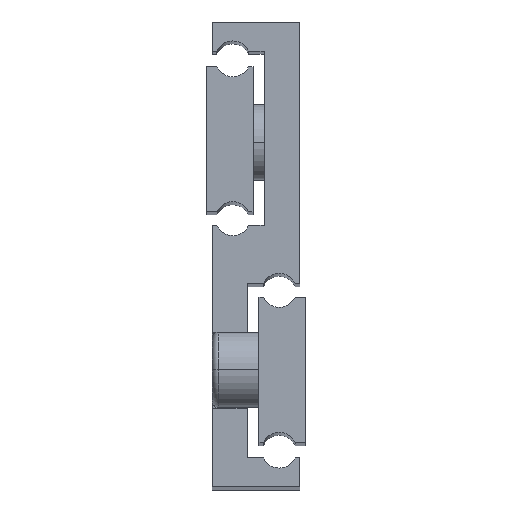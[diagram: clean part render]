
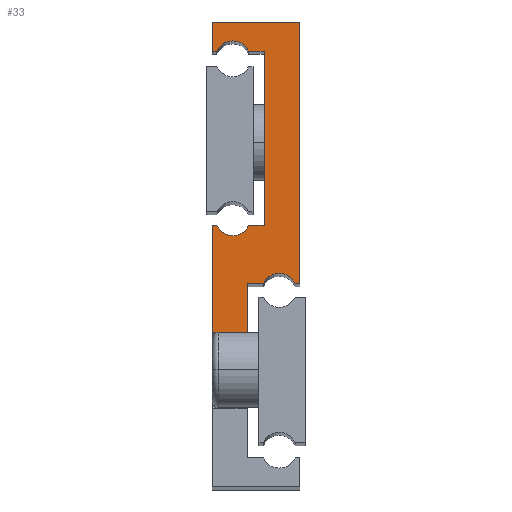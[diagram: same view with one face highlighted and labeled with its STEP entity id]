
A CAD part, top view. The second image highlights one B-rep face of the part: STEP entity #33.
In plain terms, the highlighted planar face has unit normal (0, 0, 1).
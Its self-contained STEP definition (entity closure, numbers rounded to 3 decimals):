
#3 = ORIENTED_EDGE ( 'NONE', *, *, #902, .T. ) ;
#33 = ADVANCED_FACE ( 'NONE', ( #1239 ), #1251, .F. ) ;
#32 = CARTESIAN_POINT ( 'NONE',  ( 8.773, 35., 150. ) ) ;
#42 = VECTOR ( 'NONE', #1031, 1000. ) ;
#46 = LINE ( 'NONE', #996, #1265 ) ;
#85 = ORIENTED_EDGE ( 'NONE', *, *, #1144, .T. ) ;
#87 = ORIENTED_EDGE ( 'NONE', *, *, #1548, .T. ) ;
#96 = EDGE_CURVE ( 'NONE', #1890, #1973, #112, .T. ) ;
#97 = AXIS2_PLACEMENT_3D ( 'NONE', #437, #1098, #927 ) ;
#112 = LINE ( 'NONE', #2005, #1501 ) ;
#127 = VECTOR ( 'NONE', #1088, 1000. ) ;
#129 = CARTESIAN_POINT ( 'NONE',  ( 15., 80., 150. ) ) ;
#160 = DIRECTION ( 'NONE',  ( 1., 0., 0. ) ) ;
#162 = CARTESIAN_POINT ( 'NONE',  ( 0.773, 45., 150. ) ) ;
#182 = AXIS2_PLACEMENT_3D ( 'NONE', #1347, #547, #557 ) ;
#193 = CARTESIAN_POINT ( 'NONE',  ( 6., 35., 150. ) ) ;
#247 = ORIENTED_EDGE ( 'NONE', *, *, #1370, .T. ) ;
#249 = EDGE_CURVE ( 'NONE', #524, #693, #963, .T. ) ;
#252 = DIRECTION ( 'NONE',  ( 0., 0., -1. ) ) ;
#257 = LINE ( 'NONE', #388, #325 ) ;
#282 = CARTESIAN_POINT ( 'NONE',  ( 15., 80., 150. ) ) ;
#299 = CIRCLE ( 'NONE', #182, 3. ) ;
#308 = VECTOR ( 'NONE', #906, 1000. ) ;
#313 = ORIENTED_EDGE ( 'NONE', *, *, #1762, .T. ) ;
#325 = VECTOR ( 'NONE', #914, 1000. ) ;
#326 = ORIENTED_EDGE ( 'NONE', *, *, #1799, .T. ) ;
#328 = LINE ( 'NONE', #1927, #1609 ) ;
#334 = VERTEX_POINT ( 'NONE', #1515 ) ;
#382 = ORIENTED_EDGE ( 'NONE', *, *, #1360, .T. ) ;
#383 = LINE ( 'NONE', #1330, #42 ) ;
#388 = CARTESIAN_POINT ( 'NONE',  ( 0., 45., 150. ) ) ;
#405 = AXIS2_PLACEMENT_3D ( 'NONE', #1063, #252, #1549 ) ;
#410 = EDGE_CURVE ( 'NONE', #737, #877, #1569, .T. ) ;
#421 = EDGE_CURVE ( 'NONE', #877, #445, #1733, .T. ) ;
#433 = DIRECTION ( 'NONE',  ( 1., 0., 0. ) ) ;
#434 = ORIENTED_EDGE ( 'NONE', *, *, #96, .T. ) ;
#437 = CARTESIAN_POINT ( 'NONE',  ( 3.5, 46.25, 150. ) ) ;
#445 = VERTEX_POINT ( 'NONE', #129 ) ;
#451 = DIRECTION ( 'NONE',  ( -1., 0., 0. ) ) ;
#464 = LINE ( 'NONE', #1599, #2060 ) ;
#475 = DIRECTION ( 'NONE',  ( -1., 0., 0. ) ) ;
#524 = VERTEX_POINT ( 'NONE', #836 ) ;
#531 = DIRECTION ( 'NONE',  ( 1., 0., 0. ) ) ;
#532 = EDGE_CURVE ( 'NONE', #445, #334, #1601, .T. ) ;
#547 = DIRECTION ( 'NONE',  ( 0., 0., -1. ) ) ;
#549 = CARTESIAN_POINT ( 'NONE',  ( 15., 35., 150. ) ) ;
#557 = DIRECTION ( 'NONE',  ( 1., 0., 0. ) ) ;
#628 = CARTESIAN_POINT ( 'NONE',  ( 8.9, 75., 150. ) ) ;
#645 = CARTESIAN_POINT ( 'NONE',  ( 0., 45., 150. ) ) ;
#693 = VERTEX_POINT ( 'NONE', #162 ) ;
#722 = LINE ( 'NONE', #628, #828 ) ;
#737 = VERTEX_POINT ( 'NONE', #1033 ) ;
#742 = VECTOR ( 'NONE', #1338, 1000. ) ;
#745 = VERTEX_POINT ( 'NONE', #1017 ) ;
#762 = EDGE_CURVE ( 'NONE', #334, #1757, #1826, .T. ) ;
#775 = ORIENTED_EDGE ( 'NONE', *, *, #1739, .T. ) ;
#776 = VERTEX_POINT ( 'NONE', #1511 ) ;
#828 = VECTOR ( 'NONE', #2059, 1000. ) ;
#829 = CARTESIAN_POINT ( 'NONE',  ( 8.9, 45., 150. ) ) ;
#836 = CARTESIAN_POINT ( 'NONE',  ( 6.227, 45., 150. ) ) ;
#877 = VERTEX_POINT ( 'NONE', #549 ) ;
#881 = DIRECTION ( 'NONE',  ( 0., -1., 0. ) ) ;
#882 = VERTEX_POINT ( 'NONE', #1821 ) ;
#902 = EDGE_CURVE ( 'NONE', #693, #1813, #257, .T. ) ;
#906 = DIRECTION ( 'NONE',  ( 0., 1., 0. ) ) ;
#914 = DIRECTION ( 'NONE',  ( -1., 0., 0. ) ) ;
#927 = DIRECTION ( 'NONE',  ( -1., 0., 0. ) ) ;
#963 = CIRCLE ( 'NONE', #2033, 3. ) ;
#969 = VECTOR ( 'NONE', #881, 1000. ) ;
#996 = CARTESIAN_POINT ( 'NONE',  ( 0., 26.5, 150. ) ) ;
#1017 = CARTESIAN_POINT ( 'NONE',  ( 6.227, 75., 150. ) ) ;
#1031 = DIRECTION ( 'NONE',  ( 1., 0., 0. ) ) ;
#1033 = CARTESIAN_POINT ( 'NONE',  ( 14.227, 35., 150. ) ) ;
#1063 = CARTESIAN_POINT ( 'NONE',  ( 11.5, 33.75, 150. ) ) ;
#1086 = LINE ( 'NONE', #2022, #308 ) ;
#1088 = DIRECTION ( 'NONE',  ( 0., 1., 0. ) ) ;
#1098 = DIRECTION ( 'NONE',  ( 0., 0., -1. ) ) ;
#1144 = EDGE_CURVE ( 'NONE', #1757, #1753, #328, .T. ) ;
#1165 = DIRECTION ( 'NONE',  ( 0., 0., -1. ) ) ;
#1199 = CARTESIAN_POINT ( 'NONE',  ( 6., 26.5, 150. ) ) ;
#1214 = ORIENTED_EDGE ( 'NONE', *, *, #249, .T. ) ;
#1234 = ORIENTED_EDGE ( 'NONE', *, *, #1293, .T. ) ;
#1239 = FACE_OUTER_BOUND ( 'NONE', #1617, .T. ) ;
#1247 = ORIENTED_EDGE ( 'NONE', *, *, #532, .T. ) ;
#1251 = PLANE ( 'NONE',  #97 ) ;
#1265 = VECTOR ( 'NONE', #531, 1000. ) ;
#1274 = ORIENTED_EDGE ( 'NONE', *, *, #1426, .T. ) ;
#1293 = EDGE_CURVE ( 'NONE', #1973, #737, #1764, .T. ) ;
#1322 = DIRECTION ( 'NONE',  ( -1., 0., 0. ) ) ;
#1328 = VERTEX_POINT ( 'NONE', #1199 ) ;
#1330 = CARTESIAN_POINT ( 'NONE',  ( 6.227, 75., 150. ) ) ;
#1338 = DIRECTION ( 'NONE',  ( 0., -1., 0. ) ) ;
#1347 = CARTESIAN_POINT ( 'NONE',  ( 3.5, 73.75, 150. ) ) ;
#1352 = ORIENTED_EDGE ( 'NONE', *, *, #762, .T. ) ;
#1360 = EDGE_CURVE ( 'NONE', #1813, #882, #1579, .T. ) ;
#1370 = EDGE_CURVE ( 'NONE', #1753, #745, #299, .T. ) ;
#1426 = EDGE_CURVE ( 'NONE', #745, #776, #383, .T. ) ;
#1440 = CARTESIAN_POINT ( 'NONE',  ( 15., 35., 150. ) ) ;
#1501 = VECTOR ( 'NONE', #433, 1000. ) ;
#1504 = CARTESIAN_POINT ( 'NONE',  ( 0., 80., 150. ) ) ;
#1511 = CARTESIAN_POINT ( 'NONE',  ( 8.9, 75., 150. ) ) ;
#1515 = CARTESIAN_POINT ( 'NONE',  ( 0., 80., 150. ) ) ;
#1531 = CARTESIAN_POINT ( 'NONE',  ( 0., 75., 150. ) ) ;
#1548 = EDGE_CURVE ( 'NONE', #882, #1328, #46, .T. ) ;
#1549 = DIRECTION ( 'NONE',  ( -1., 0., 0. ) ) ;
#1569 = LINE ( 'NONE', #1440, #1969 ) ;
#1579 = LINE ( 'NONE', #1915, #742 ) ;
#1599 = CARTESIAN_POINT ( 'NONE',  ( 6.227, 45., 150. ) ) ;
#1601 = LINE ( 'NONE', #1792, #1655 ) ;
#1609 = VECTOR ( 'NONE', #160, 1000. ) ;
#1617 = EDGE_LOOP ( 'NONE', ( #382, #87, #775, #434, #1234, #1626, #1770, #1247, #1352, #85, #247, #1274, #313, #326, #1214, #3 ) ) ;
#1626 = ORIENTED_EDGE ( 'NONE', *, *, #410, .T. ) ;
#1655 = VECTOR ( 'NONE', #1322, 1000. ) ;
#1690 = CARTESIAN_POINT ( 'NONE',  ( 0.773, 75., 150. ) ) ;
#1733 = LINE ( 'NONE', #282, #127 ) ;
#1739 = EDGE_CURVE ( 'NONE', #1328, #1890, #1086, .T. ) ;
#1753 = VERTEX_POINT ( 'NONE', #1690 ) ;
#1757 = VERTEX_POINT ( 'NONE', #1531 ) ;
#1762 = EDGE_CURVE ( 'NONE', #776, #2011, #722, .T. ) ;
#1764 = CIRCLE ( 'NONE', #405, 3. ) ;
#1770 = ORIENTED_EDGE ( 'NONE', *, *, #421, .T. ) ;
#1792 = CARTESIAN_POINT ( 'NONE',  ( 15., 80., 150. ) ) ;
#1799 = EDGE_CURVE ( 'NONE', #2011, #524, #464, .T. ) ;
#1813 = VERTEX_POINT ( 'NONE', #645 ) ;
#1821 = CARTESIAN_POINT ( 'NONE',  ( 0., 26.5, 150. ) ) ;
#1826 = LINE ( 'NONE', #1504, #969 ) ;
#1890 = VERTEX_POINT ( 'NONE', #193 ) ;
#1911 = CARTESIAN_POINT ( 'NONE',  ( 3.5, 46.25, 150. ) ) ;
#1915 = CARTESIAN_POINT ( 'NONE',  ( 0., 0., 150. ) ) ;
#1927 = CARTESIAN_POINT ( 'NONE',  ( 0., 75., 150. ) ) ;
#1969 = VECTOR ( 'NONE', #2070, 1000. ) ;
#1973 = VERTEX_POINT ( 'NONE', #32 ) ;
#2005 = CARTESIAN_POINT ( 'NONE',  ( 8.773, 35., 150. ) ) ;
#2011 = VERTEX_POINT ( 'NONE', #829 ) ;
#2022 = CARTESIAN_POINT ( 'NONE',  ( 6., 5., 150. ) ) ;
#2033 = AXIS2_PLACEMENT_3D ( 'NONE', #1911, #1165, #475 ) ;
#2059 = DIRECTION ( 'NONE',  ( 0., -1., 0. ) ) ;
#2060 = VECTOR ( 'NONE', #451, 1000. ) ;
#2070 = DIRECTION ( 'NONE',  ( 1., 0., 0. ) ) ;
